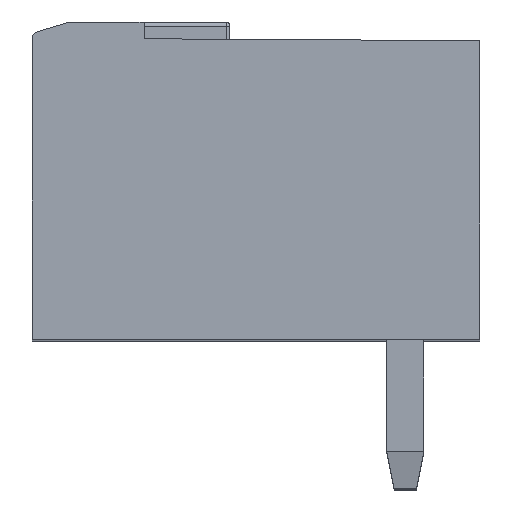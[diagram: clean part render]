
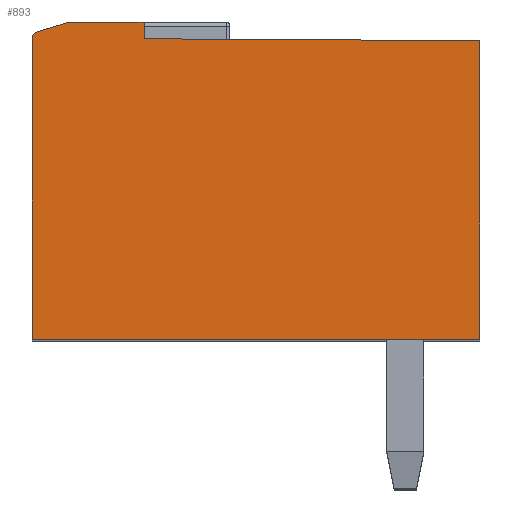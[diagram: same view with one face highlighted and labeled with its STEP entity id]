
A CAD part, top view. The second image highlights one B-rep face of the part: STEP entity #893.
In plain terms, the highlighted planar face has unit normal (0, 0, 1).
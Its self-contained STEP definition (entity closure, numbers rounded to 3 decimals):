
#117 = CARTESIAN_POINT ( 'NONE',  ( 8.9, 8.051, 22.86 ) ) ;
#364 = CARTESIAN_POINT ( 'NONE',  ( 9.1, 8.051, 22.86 ) ) ;
#434 = CARTESIAN_POINT ( 'NONE',  ( 11.9, 8.05, 22.86 ) ) ;
#566 = CARTESIAN_POINT ( 'NONE',  ( 9.1, 8.5, 22.86 ) ) ;
#749 = VERTEX_POINT ( 'NONE', #9337 ) ;
#893 = ADVANCED_FACE ( 'NONE', ( #8875 ), #8801, .T. ) ;
#1201 = VECTOR ( 'NONE', #6356, 1000. ) ;
#1505 = DIRECTION ( 'NONE',  ( 0., 0., 1. ) ) ;
#1689 = VECTOR ( 'NONE', #12313, 1000. ) ;
#1757 = ORIENTED_EDGE ( 'NONE', *, *, #1808, .F. ) ;
#1808 = EDGE_CURVE ( 'NONE', #10947, #2787, #13647, .T. ) ;
#1831 = VERTEX_POINT ( 'NONE', #3328 ) ;
#1958 = DIRECTION ( 'NONE',  ( 1., -0.006, 0. ) ) ;
#2787 = VERTEX_POINT ( 'NONE', #117 ) ;
#3094 = ORIENTED_EDGE ( 'NONE', *, *, #4448, .F. ) ;
#3123 = EDGE_LOOP ( 'NONE', ( #6010, #3094, #11745, #4182, #12832, #1757, #14748, #11111 ) ) ;
#3242 = LINE ( 'NONE', #6572, #6819 ) ;
#3328 = CARTESIAN_POINT ( 'NONE',  ( 20.9, 8., 22.86 ) ) ;
#3821 = EDGE_CURVE ( 'NONE', #9216, #749, #12178, .T. ) ;
#3852 = LINE ( 'NONE', #434, #1201 ) ;
#4182 = ORIENTED_EDGE ( 'NONE', *, *, #4243, .F. ) ;
#4243 = EDGE_CURVE ( 'NONE', #10403, #9216, #13591, .T. ) ;
#4304 = CARTESIAN_POINT ( 'NONE',  ( 9.043, 8.243, 22.86 ) ) ;
#4448 = EDGE_CURVE ( 'NONE', #749, #12818, #3852, .T. ) ;
#4483 = CARTESIAN_POINT ( 'NONE',  ( 8.9, 8.036, 22.86 ) ) ;
#4909 = LINE ( 'NONE', #8326, #5385 ) ;
#5008 = DIRECTION ( 'NONE',  ( -1., 0., 0. ) ) ;
#5385 = VECTOR ( 'NONE', #12172, 1000. ) ;
#5511 = AXIS2_PLACEMENT_3D ( 'NONE', #7751, #11066, #7453 ) ;
#6010 = ORIENTED_EDGE ( 'NONE', *, *, #6854, .F. ) ;
#6356 = DIRECTION ( 'NONE',  ( 0., -1., 0. ) ) ;
#6572 = CARTESIAN_POINT ( 'NONE',  ( 11.9, 8.05, 22.86 ) ) ;
#6819 = VECTOR ( 'NONE', #1958, 1000. ) ;
#6853 = AXIS2_PLACEMENT_3D ( 'NONE', #364, #1505, #5008 ) ;
#6854 = EDGE_CURVE ( 'NONE', #12818, #1831, #3242, .T. ) ;
#7453 = DIRECTION ( 'NONE',  ( -1., 0., 0. ) ) ;
#7455 = CARTESIAN_POINT ( 'NONE',  ( 9.9, 8.5, 22.86 ) ) ;
#7751 = CARTESIAN_POINT ( 'NONE',  ( 9.1, 8.036, 22.86 ) ) ;
#8066 = EDGE_CURVE ( 'NONE', #1831, #14131, #4909, .T. ) ;
#8191 = CARTESIAN_POINT ( 'NONE',  ( 20.9, 0., 22.86 ) ) ;
#8326 = CARTESIAN_POINT ( 'NONE',  ( 20.9, 8.036, 22.86 ) ) ;
#8515 = CARTESIAN_POINT ( 'NONE',  ( 8.9, 0., 22.86 ) ) ;
#8537 = LINE ( 'NONE', #8608, #14053 ) ;
#8608 = CARTESIAN_POINT ( 'NONE',  ( 8.9, 0., 22.86 ) ) ;
#8801 = PLANE ( 'NONE',  #5511 ) ;
#8875 = FACE_OUTER_BOUND ( 'NONE', #3123, .T. ) ;
#8897 = EDGE_CURVE ( 'NONE', #14131, #10947, #8537, .T. ) ;
#9091 = EDGE_CURVE ( 'NONE', #10403, #2787, #10698, .T. ) ;
#9216 = VERTEX_POINT ( 'NONE', #7455 ) ;
#9337 = CARTESIAN_POINT ( 'NONE',  ( 11.9, 8.5, 22.86 ) ) ;
#10078 = VECTOR ( 'NONE', #11304, 1000. ) ;
#10403 = VERTEX_POINT ( 'NONE', #4304 ) ;
#10669 = DIRECTION ( 'NONE',  ( -1., 0., 0. ) ) ;
#10698 = CIRCLE ( 'NONE', #6853, 0.2 ) ;
#10947 = VERTEX_POINT ( 'NONE', #8515 ) ;
#11066 = DIRECTION ( 'NONE',  ( 0., 0., 1. ) ) ;
#11111 = ORIENTED_EDGE ( 'NONE', *, *, #8066, .F. ) ;
#11304 = DIRECTION ( 'NONE',  ( 0., 1., 0. ) ) ;
#11745 = ORIENTED_EDGE ( 'NONE', *, *, #3821, .F. ) ;
#12172 = DIRECTION ( 'NONE',  ( 0., -1., 0. ) ) ;
#12178 = LINE ( 'NONE', #566, #1689 ) ;
#12313 = DIRECTION ( 'NONE',  ( 1., 0., 0. ) ) ;
#12525 = DIRECTION ( 'NONE',  ( 0.958, 0.287, 0. ) ) ;
#12577 = CARTESIAN_POINT ( 'NONE',  ( 11.9, 8.05, 22.86 ) ) ;
#12599 = CARTESIAN_POINT ( 'NONE',  ( 8.9, 8.2, 22.86 ) ) ;
#12818 = VERTEX_POINT ( 'NONE', #12577 ) ;
#12832 = ORIENTED_EDGE ( 'NONE', *, *, #9091, .T. ) ;
#13246 = VECTOR ( 'NONE', #12525, 1000. ) ;
#13591 = LINE ( 'NONE', #12599, #13246 ) ;
#13647 = LINE ( 'NONE', #4483, #10078 ) ;
#14053 = VECTOR ( 'NONE', #10669, 1000. ) ;
#14131 = VERTEX_POINT ( 'NONE', #8191 ) ;
#14748 = ORIENTED_EDGE ( 'NONE', *, *, #8897, .F. ) ;
